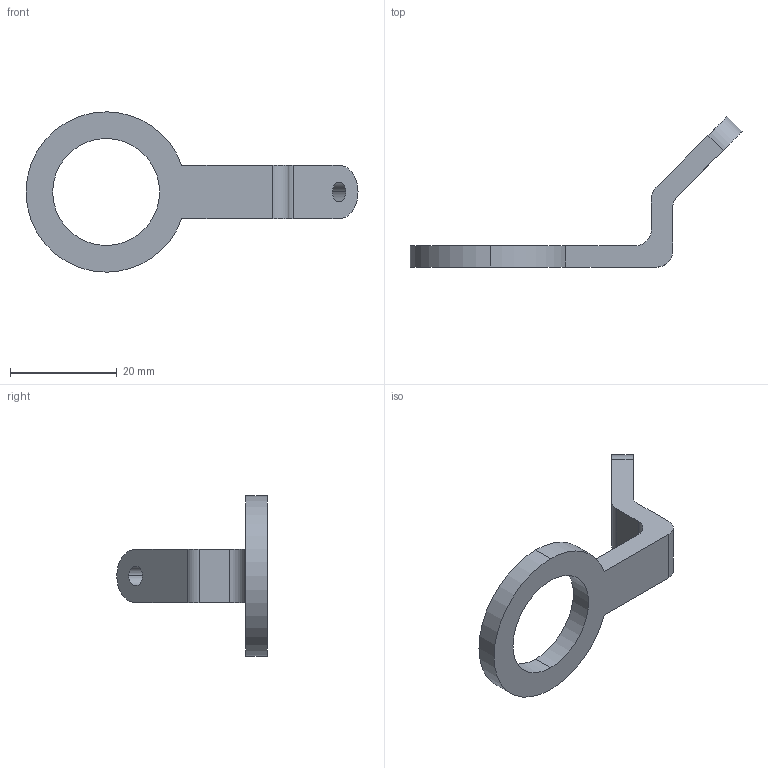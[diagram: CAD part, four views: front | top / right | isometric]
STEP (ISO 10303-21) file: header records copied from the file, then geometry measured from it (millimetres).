
FILE_DESCRIPTION (( 'STEP AP214' ), '1' );
FILE_NAME ('Base Link 2.STEP', '2025-11-25T17:35:42', ( '' ), ( '' ), 'SwSTEP 2.0', 'SolidWorks 2025', '' );
FILE_SCHEMA (( 'AUTOMOTIVE_DESIGN' ));
Length unit declared in the file: millimetre
Products named in the file (1): Base Link 2
Bounding box: 62.11 x 28.14 x 30 mm (x, y, z)
Volume: 3397.9 mm3; surface area: 2713 mm2
Topology: 1 solids, 1 shells, 21 faces, 57 edges, 38 vertices
Faces by surface type: cylinder 13, plane 8
Entity records: 708 total; most frequent: DIRECTION 127, CARTESIAN_POINT 117, ORIENTED_EDGE 114, EDGE_CURVE 57, AXIS2_PLACEMENT_3D 48, VERTEX_POINT 38, LINE 31, VECTOR 31
